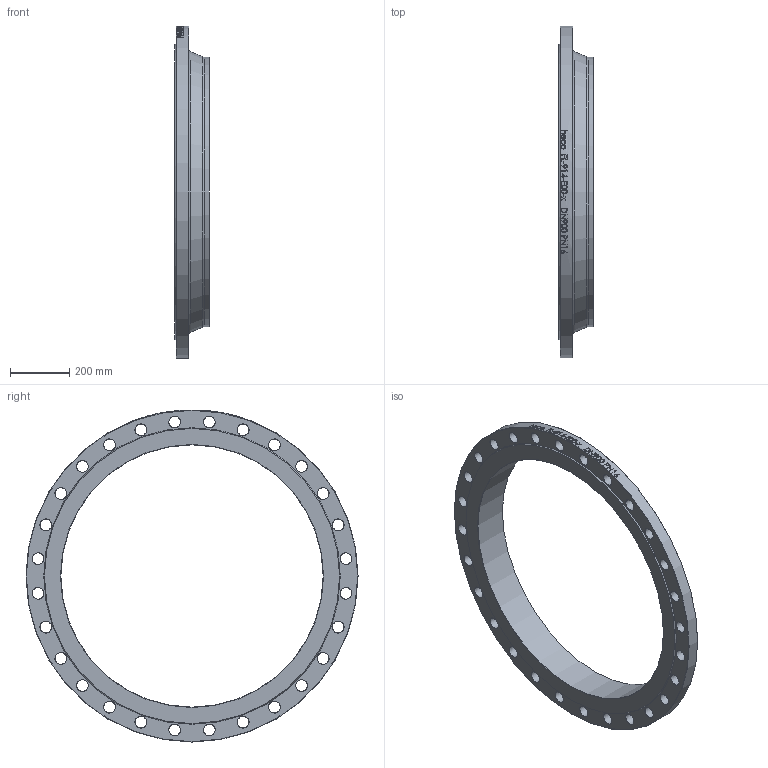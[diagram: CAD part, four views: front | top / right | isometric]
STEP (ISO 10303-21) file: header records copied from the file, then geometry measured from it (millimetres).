
FILE_DESCRIPTION (( 'STEP AP214' ), '1' );
FILE_NAME ('FL-914-E00-x Vorschweissflansch DN900 PN16 iso DIN2633 2009.STEP', '2020-09-22T11:38:27', ( '' ), ( '' ), 'SwSTEP 2.0', 'SolidWorks 2019', '' );
FILE_SCHEMA (( 'AUTOMOTIVE_DESIGN' ));
Length unit declared in the file: millimetre
Products named in the file (1): FL-914-E00-x Vorschweissflansch DN900 PN16 iso DIN2633 2009
Bounding box: 118 x 1125 x 1125 mm (x, y, z)
Volume: 19401693.1 mm3; surface area: 1460922.2 mm2
Topology: 1 solids, 1 shells, 135 faces, 497 edges, 402 vertices
Faces by surface type: cylinder 68, cone 61, plane 4, torus 2
Full cylindrical faces by diameter (mm): 39 x28, 889 x1, 914 x1, 1125 x1
Entity records: 12151 total; most frequent: CARTESIAN_POINT 8015, ORIENTED_EDGE 740, DIRECTION 685, VERTEX_POINT 370, EDGE_CURVE 370, EDGE_LOOP 326, AXIS2_PLACEMENT_3D 319, CIRCLE 183
